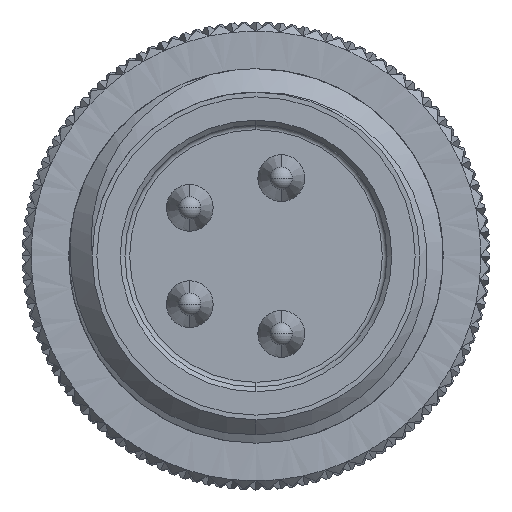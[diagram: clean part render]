
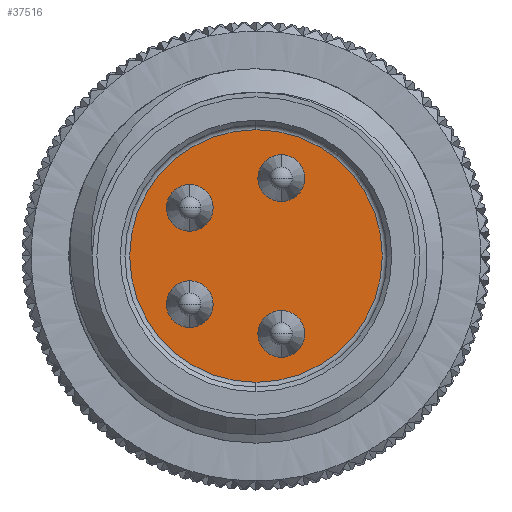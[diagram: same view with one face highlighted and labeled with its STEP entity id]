
A CAD part, left-side view. The second image highlights one B-rep face of the part: STEP entity #37516.
In plain terms, the highlighted planar face has unit normal (-1, 0, 0).
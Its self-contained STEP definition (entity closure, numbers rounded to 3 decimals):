
#606 = CARTESIAN_POINT ( 'NONE',  ( 0., 1.416, -1.029 ) ) ;
#1611 = CARTESIAN_POINT ( 'NONE',  ( 0., 1.416, 0.529 ) ) ;
#2850 = CARTESIAN_POINT ( 'NONE',  ( 0., -0.541, -1.164 ) ) ;
#3476 = FACE_BOUND ( 'NONE', #63072, .T. ) ;
#3665 = ORIENTED_EDGE ( 'NONE', *, *, #78606, .T. ) ;
#4430 = AXIS2_PLACEMENT_3D ( 'NONE', #30378, #58765, #59726 ) ;
#5093 = DIRECTION ( 'NONE',  ( 0., 0., -1. ) ) ;
#5172 = DIRECTION ( 'NONE',  ( 0., 0., -1. ) ) ;
#5387 = DIRECTION ( 'NONE',  ( 0., 0., -1. ) ) ;
#6857 = AXIS2_PLACEMENT_3D ( 'NONE', #79964, #51066, #5172 ) ;
#7197 = CIRCLE ( 'NONE', #60263, 0.5 ) ;
#7646 = EDGE_CURVE ( 'NONE', #80579, #39637, #18458, .T. ) ;
#8974 = ORIENTED_EDGE ( 'NONE', *, *, #23001, .T. ) ;
#9308 = CARTESIAN_POINT ( 'NONE',  ( 0., 0., 0. ) ) ;
#9927 = AXIS2_PLACEMENT_3D ( 'NONE', #78564, #56509, #12071 ) ;
#10812 = FACE_BOUND ( 'NONE', #25686, .T. ) ;
#12071 = DIRECTION ( 'NONE',  ( 0., 0., -1. ) ) ;
#12711 = CARTESIAN_POINT ( 'NONE',  ( 0., 2.8, 0. ) ) ;
#12843 = ORIENTED_EDGE ( 'NONE', *, *, #26233, .T. ) ;
#13686 = AXIS2_PLACEMENT_3D ( 'NONE', #48095, #33936, #5093 ) ;
#13840 = CARTESIAN_POINT ( 'NONE',  ( 0., -0.541, -1.664 ) ) ;
#14311 = DIRECTION ( 'NONE',  ( 1., 0., 0. ) ) ;
#14319 = DIRECTION ( 'NONE',  ( 1., 0., 0. ) ) ;
#14728 = CIRCLE ( 'NONE', #27175, 0.5 ) ;
#15180 = DIRECTION ( 'NONE',  ( -1., 0., 0. ) ) ;
#15868 = EDGE_CURVE ( 'NONE', #59979, #34346, #7197, .T. ) ;
#17065 = DIRECTION ( 'NONE',  ( 0., 0., -1. ) ) ;
#17100 = DIRECTION ( 'NONE',  ( 0., 0., -1. ) ) ;
#17245 = CARTESIAN_POINT ( 'NONE',  ( 0., 1.416, 1.529 ) ) ;
#17488 = DIRECTION ( 'NONE',  ( 0., 0., -1. ) ) ;
#18154 = CIRCLE ( 'NONE', #43102, 0.5 ) ;
#18369 = CIRCLE ( 'NONE', #69915, 0.5 ) ;
#18458 = CIRCLE ( 'NONE', #4430, 0.5 ) ;
#21595 = ORIENTED_EDGE ( 'NONE', *, *, #46714, .T. ) ;
#22372 = DIRECTION ( 'NONE',  ( 1., 0., 0. ) ) ;
#23001 = EDGE_CURVE ( 'NONE', #65291, #64540, #18369, .T. ) ;
#24374 = CARTESIAN_POINT ( 'NONE',  ( 0., 1.416, -0.529 ) ) ;
#25686 = EDGE_LOOP ( 'NONE', ( #50142, #12843 ) ) ;
#26233 = EDGE_CURVE ( 'NONE', #34346, #59979, #68382, .T. ) ;
#27175 = AXIS2_PLACEMENT_3D ( 'NONE', #13840, #14319, #17065 ) ;
#27536 = AXIS2_PLACEMENT_3D ( 'NONE', #12711, #63068, #5387 ) ;
#28228 = ORIENTED_EDGE ( 'NONE', *, *, #54837, .T. ) ;
#30378 = CARTESIAN_POINT ( 'NONE',  ( 0., 1.416, 1.029 ) ) ;
#31343 = DIRECTION ( 'NONE',  ( 1., 0., 0. ) ) ;
#31530 = EDGE_LOOP ( 'NONE', ( #72438, #59831 ) ) ;
#32043 = VERTEX_POINT ( 'NONE', #75883 ) ;
#33936 = DIRECTION ( 'NONE',  ( 1., 0., 0. ) ) ;
#34346 = VERTEX_POINT ( 'NONE', #55254 ) ;
#35113 = CARTESIAN_POINT ( 'NONE',  ( 0., 1.416, -1.029 ) ) ;
#37516 = ADVANCED_FACE ( 'NONE', ( #78242, #10812, #3476, #57156, #94338 ), #79672, .F. ) ;
#37728 = DIRECTION ( 'NONE',  ( 0., 0., -1. ) ) ;
#38734 = AXIS2_PLACEMENT_3D ( 'NONE', #35113, #22372, #88877 ) ;
#39140 = AXIS2_PLACEMENT_3D ( 'NONE', #9308, #15180, #17100 ) ;
#39637 = VERTEX_POINT ( 'NONE', #17245 ) ;
#39918 = CARTESIAN_POINT ( 'NONE',  ( 0., 0., 2.7 ) ) ;
#43102 = AXIS2_PLACEMENT_3D ( 'NONE', #70270, #84460, #17488 ) ;
#44094 = DIRECTION ( 'NONE',  ( 0., 0., -1. ) ) ;
#44801 = CARTESIAN_POINT ( 'NONE',  ( 0., 0., -2.7 ) ) ;
#45434 = ORIENTED_EDGE ( 'NONE', *, *, #7646, .T. ) ;
#46714 = EDGE_CURVE ( 'NONE', #39637, #80579, #18154, .T. ) ;
#48095 = CARTESIAN_POINT ( 'NONE',  ( 0., -0.541, 1.664 ) ) ;
#50142 = ORIENTED_EDGE ( 'NONE', *, *, #15868, .T. ) ;
#51066 = DIRECTION ( 'NONE',  ( 1., 0., 0. ) ) ;
#51224 = EDGE_CURVE ( 'NONE', #66700, #72127, #84856, .T. ) ;
#52125 = CARTESIAN_POINT ( 'NONE',  ( 0., -0.541, 1.164 ) ) ;
#54837 = EDGE_CURVE ( 'NONE', #32043, #57449, #77116, .T. ) ;
#55254 = CARTESIAN_POINT ( 'NONE',  ( 0., 1.416, -1.529 ) ) ;
#55792 = CIRCLE ( 'NONE', #13686, 0.5 ) ;
#56509 = DIRECTION ( 'NONE',  ( -1., 0., 0. ) ) ;
#57156 = FACE_BOUND ( 'NONE', #92598, .T. ) ;
#57449 = VERTEX_POINT ( 'NONE', #52125 ) ;
#57821 = EDGE_CURVE ( 'NONE', #64540, #65291, #14728, .T. ) ;
#58765 = DIRECTION ( 'NONE',  ( 1., 0., 0. ) ) ;
#59726 = DIRECTION ( 'NONE',  ( 0., 0., -1. ) ) ;
#59831 = ORIENTED_EDGE ( 'NONE', *, *, #79877, .T. ) ;
#59979 = VERTEX_POINT ( 'NONE', #24374 ) ;
#60263 = AXIS2_PLACEMENT_3D ( 'NONE', #606, #31343, #37728 ) ;
#61938 = ORIENTED_EDGE ( 'NONE', *, *, #57821, .T. ) ;
#63068 = DIRECTION ( 'NONE',  ( 1., 0., 0. ) ) ;
#63072 = EDGE_LOOP ( 'NONE', ( #8974, #61938 ) ) ;
#64540 = VERTEX_POINT ( 'NONE', #70262 ) ;
#65291 = VERTEX_POINT ( 'NONE', #2850 ) ;
#66700 = VERTEX_POINT ( 'NONE', #44801 ) ;
#68382 = CIRCLE ( 'NONE', #38734, 0.5 ) ;
#69915 = AXIS2_PLACEMENT_3D ( 'NONE', #81280, #14311, #44094 ) ;
#70262 = CARTESIAN_POINT ( 'NONE',  ( 0., -0.541, -2.164 ) ) ;
#70270 = CARTESIAN_POINT ( 'NONE',  ( 0., 1.416, 1.029 ) ) ;
#72127 = VERTEX_POINT ( 'NONE', #39918 ) ;
#72438 = ORIENTED_EDGE ( 'NONE', *, *, #51224, .T. ) ;
#74290 = EDGE_LOOP ( 'NONE', ( #21595, #45434 ) ) ;
#75883 = CARTESIAN_POINT ( 'NONE',  ( 0., -0.541, 2.164 ) ) ;
#77116 = CIRCLE ( 'NONE', #6857, 0.5 ) ;
#78242 = FACE_OUTER_BOUND ( 'NONE', #31530, .T. ) ;
#78564 = CARTESIAN_POINT ( 'NONE',  ( 0., 0., 0. ) ) ;
#78606 = EDGE_CURVE ( 'NONE', #57449, #32043, #55792, .T. ) ;
#79672 = PLANE ( 'NONE',  #27536 ) ;
#79877 = EDGE_CURVE ( 'NONE', #72127, #66700, #90650, .T. ) ;
#79964 = CARTESIAN_POINT ( 'NONE',  ( 0., -0.541, 1.664 ) ) ;
#80579 = VERTEX_POINT ( 'NONE', #1611 ) ;
#81280 = CARTESIAN_POINT ( 'NONE',  ( 0., -0.541, -1.664 ) ) ;
#84460 = DIRECTION ( 'NONE',  ( 1., 0., 0. ) ) ;
#84856 = CIRCLE ( 'NONE', #9927, 2.7 ) ;
#88877 = DIRECTION ( 'NONE',  ( 0., 0., -1. ) ) ;
#90650 = CIRCLE ( 'NONE', #39140, 2.7 ) ;
#92598 = EDGE_LOOP ( 'NONE', ( #28228, #3665 ) ) ;
#94338 = FACE_BOUND ( 'NONE', #74290, .T. ) ;
